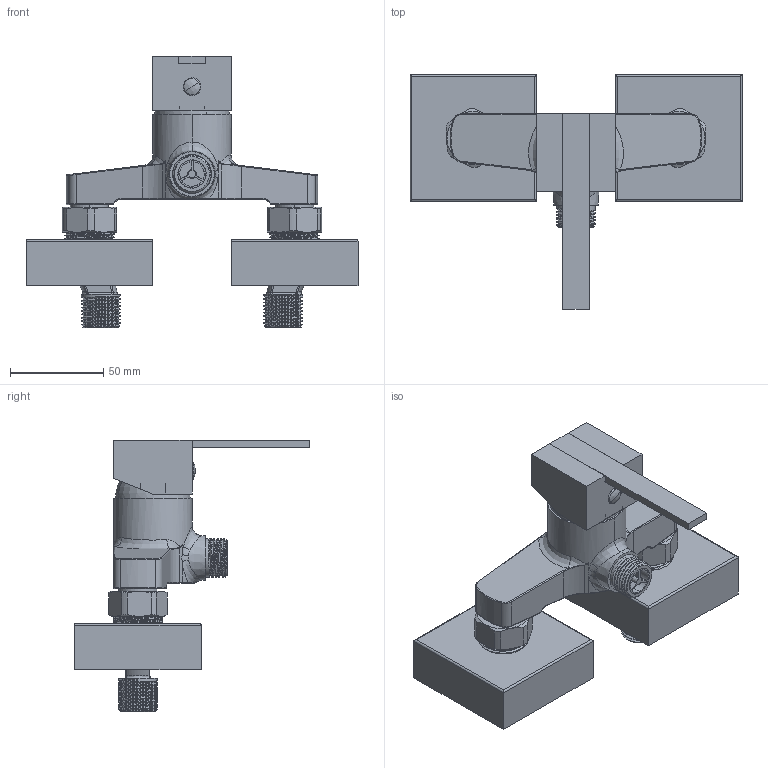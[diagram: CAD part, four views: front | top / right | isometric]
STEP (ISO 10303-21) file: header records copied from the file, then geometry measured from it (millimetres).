
FILE_DESCRIPTION (( 'STEP AP203' ), '1' );
FILE_NAME ('49F301576.STEP', '2025-07-07T06:58:59', ( '' ), ( '' ), 'SwSTEP 2.0', 'SolidWorks 2021', '' );
FILE_SCHEMA (( 'CONFIG_CONTROL_DESIGN' ));
Products named in the file (1): 49F301576
Bounding box: 178 x 126.06 x 145.7 mm (x, y, z)
Volume: 136992 mm3; surface area: 128562.6 mm2
Topology: 14 solids, 14 shells, 1263 faces, 3181 edges, 1970 vertices
Faces by surface type: cylinder 473, bspline 319, plane 318, cone 101, torus 34, sphere 18
Entity records: 81384 total; most frequent: CARTESIAN_POINT 54611, ORIENTED_EDGE 6306, DIRECTION 4588, EDGE_CURVE 3153, VERTEX_POINT 1970, AXIS2_PLACEMENT_3D 1729, EDGE_LOOP 1355, ADVANCED_FACE 1263
